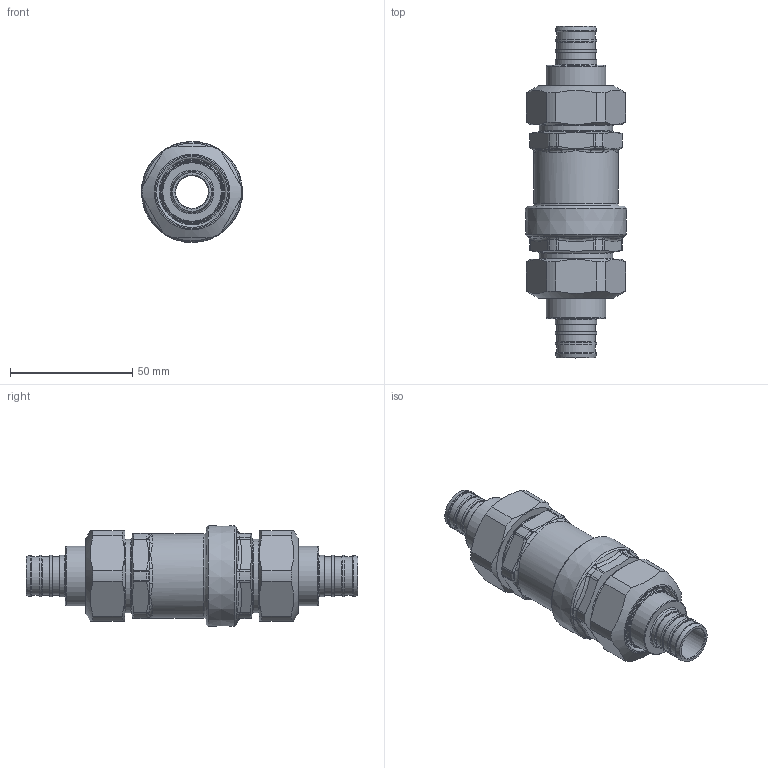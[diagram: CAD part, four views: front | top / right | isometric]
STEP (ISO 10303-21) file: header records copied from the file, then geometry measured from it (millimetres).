
FILE_DESCRIPTION(/* description */ (''),/* implementation_level */ '2;1');
FILE_NAME(/* name */ '127354AF_Simplify_1.stp',/* time_stamp */ '2025-07-24T08:05:07-05:00',/* author */ ('ischreiner'),/* organization */ (''),/* preprocessor_version */ 'ST-DEVELOPER v20',/* originating_system */ 'Autodesk Inventor 2025',/* authorisation */ '');
FILE_SCHEMA (('AUTOMOTIVE_DESIGN { 1 0 10303 214 3 1 1 }'));
Length unit declared in the file: inch
Products named in the file (1): 127354AF_Simplify_1
Bounding box: 41.38 x 135.76 x 41.38 mm (x, y, z)
Volume: 51019.8 mm3; surface area: 35750.4 mm2
Topology: 5 solids, 5 shells, 310 faces, 683 edges, 414 vertices
Faces by surface type: cylinder 77, torus 69, plane 65, cone 55, bspline 44
Full cylindrical faces by diameter (mm): 13.462 x2, 15.875 x6, 16.942 x8, 20.066 x2, 21 x2, 24.1 x2, 24.435 x2, 25 x2, 25.908 x2, 26.924 x2, 28.3 x2, 28.5 x1, 28.6 x1, 29.972 x2, 30 x4, 30.2 x1, 30.302 x2, 30.4 x1, 33.1 x2, 34.5 x1
Entity records: 11750 total; most frequent: CARTESIAN_POINT 4670, DIRECTION 1458, ORIENTED_EDGE 1366, EDGE_CURVE 683, AXIS2_PLACEMENT_3D 654, VERTEX_POINT 414, EDGE_LOOP 351, CIRCLE 339
